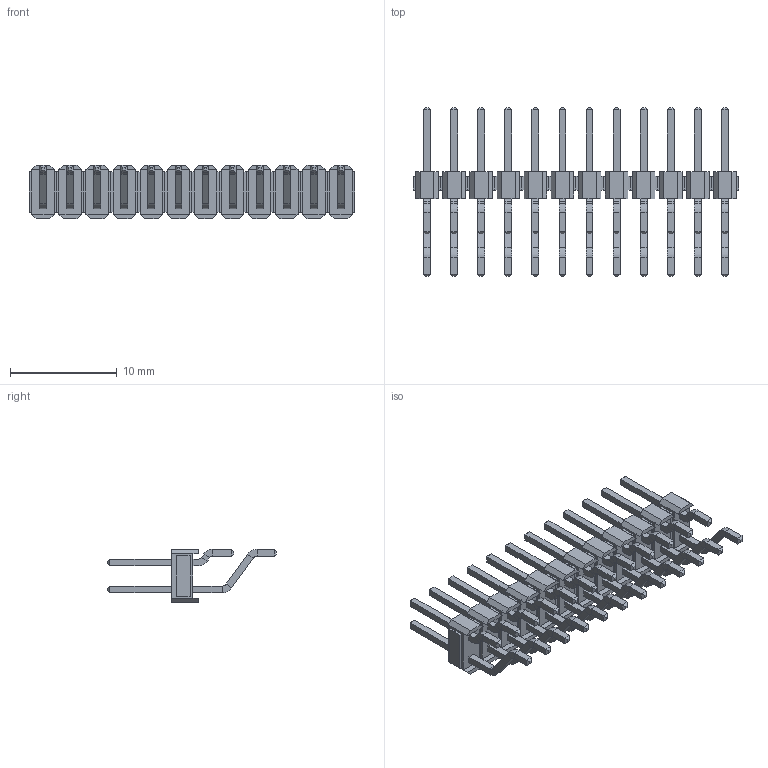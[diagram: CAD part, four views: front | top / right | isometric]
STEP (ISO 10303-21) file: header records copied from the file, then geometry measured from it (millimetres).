
FILE_DESCRIPTION (( 'STEP AP214' ), '1' );
FILE_NAME ('PLDR_SMD-24.STEP', '2019-06-30T11:59:34', ( '' ), ( '' ), 'SwSTEP 2.0', 'SolidWorks 2018', '' );
FILE_SCHEMA (( 'AUTOMOTIVE_DESIGN' ));
Length unit declared in the file: millimetre
Products named in the file (1): PLDR_SMD-24
Bounding box: 30.48 x 15.84 x 5 mm (x, y, z)
Volume: 403.6 mm3; surface area: 1447.1 mm2
Topology: 12 solids, 12 shells, 1056 faces, 2352 edges, 1392 vertices
Faces by surface type: plane 936, cylinder 72, bspline 48
Entity records: 41633 total; most frequent: CARTESIAN_POINT 6793, ORIENTED_EDGE 4704, DIRECTION 4538, EDGE_CURVE 2352, VECTOR 2136, LINE 2136, VERTEX_POINT 1392, AXIS2_PLACEMENT_3D 1201
